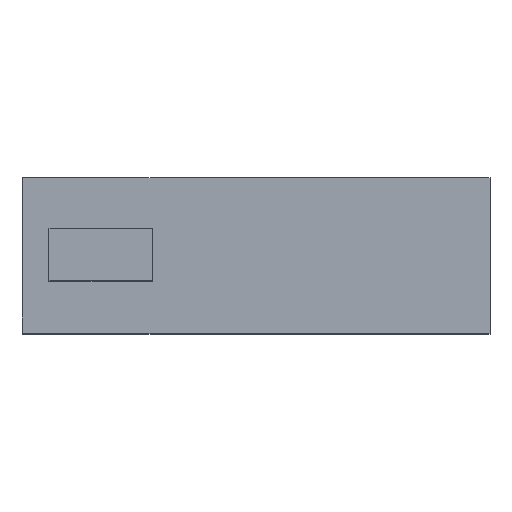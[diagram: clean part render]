
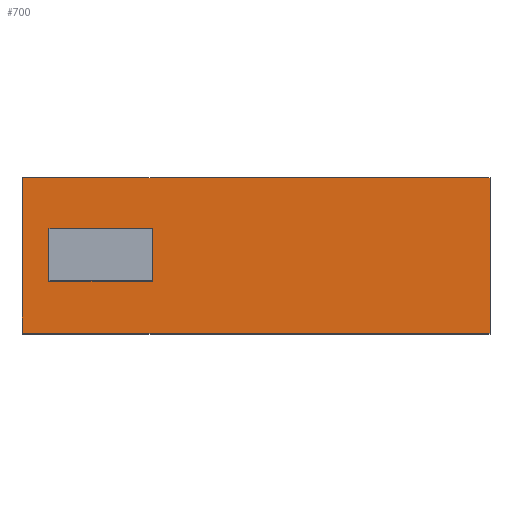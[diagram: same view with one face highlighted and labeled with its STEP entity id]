
A CAD part, top view. The second image highlights one B-rep face of the part: STEP entity #700.
In plain terms, the highlighted planar face has unit normal (0, 0, 1).
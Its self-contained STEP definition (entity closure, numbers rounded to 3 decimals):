
#21=FACE_BOUND('',#79,.T.);
#40=FACE_OUTER_BOUND('',#78,.T.);
#78=EDGE_LOOP('',(#529,#530,#531,#532));
#79=EDGE_LOOP('',(#533,#534,#535,#536));
#101=LINE('',#959,#197);
#105=LINE('',#967,#201);
#108=LINE('',#973,#204);
#111=LINE('',#978,#207);
#113=LINE('',#984,#209);
#125=LINE('',#1008,#221);
#147=LINE('',#1051,#243);
#148=LINE('',#1053,#244);
#197=VECTOR('',#782,10.);
#201=VECTOR('',#788,10.);
#204=VECTOR('',#793,10.);
#207=VECTOR('',#798,10.);
#209=VECTOR('',#804,10.);
#221=VECTOR('',#818,10.);
#243=VECTOR('',#860,10.);
#244=VECTOR('',#863,10.);
#293=VERTEX_POINT('',#957);
#294=VERTEX_POINT('',#958);
#297=VERTEX_POINT('',#966);
#299=VERTEX_POINT('',#972);
#301=VERTEX_POINT('',#982);
#302=VERTEX_POINT('',#983);
#313=VERTEX_POINT('',#1007);
#324=VERTEX_POINT('',#1049);
#357=EDGE_CURVE('',#293,#294,#101,.T.);
#361=EDGE_CURVE('',#297,#293,#105,.T.);
#364=EDGE_CURVE('',#299,#297,#108,.T.);
#367=EDGE_CURVE('',#294,#299,#111,.T.);
#369=EDGE_CURVE('',#301,#302,#113,.T.);
#381=EDGE_CURVE('',#313,#302,#125,.T.);
#403=EDGE_CURVE('',#301,#324,#147,.T.);
#404=EDGE_CURVE('',#313,#324,#148,.T.);
#529=ORIENTED_EDGE('',*,*,#403,.T.);
#530=ORIENTED_EDGE('',*,*,#404,.F.);
#531=ORIENTED_EDGE('',*,*,#381,.T.);
#532=ORIENTED_EDGE('',*,*,#369,.F.);
#533=ORIENTED_EDGE('',*,*,#357,.T.);
#534=ORIENTED_EDGE('',*,*,#367,.T.);
#535=ORIENTED_EDGE('',*,*,#364,.T.);
#536=ORIENTED_EDGE('',*,*,#361,.T.);
#662=PLANE('',#754);
#700=ADVANCED_FACE('',(#40,#21),#662,.T.);
#754=AXIS2_PLACEMENT_3D('',#1052,#861,#862);
#782=DIRECTION('',(-1.,0.,0.));
#788=DIRECTION('',(0.,-1.,0.));
#793=DIRECTION('',(1.,0.,0.));
#798=DIRECTION('',(0.,1.,0.));
#804=DIRECTION('',(-1.,0.,0.));
#818=DIRECTION('',(0.,-1.,0.));
#860=DIRECTION('',(0.,1.,0.));
#861=DIRECTION('center_axis',(0.,0.,1.));
#862=DIRECTION('ref_axis',(1.,0.,0.));
#863=DIRECTION('',(1.,0.,0.));
#957=CARTESIAN_POINT('',(9.125,-1.,30.));
#958=CARTESIAN_POINT('',(5.125,-1.,30.));
#959=CARTESIAN_POINT('',(6.609,-1.,30.));
#966=CARTESIAN_POINT('',(9.125,1.,30.));
#967=CARTESIAN_POINT('',(9.125,0.5,30.));
#972=CARTESIAN_POINT('',(5.125,1.,30.));
#973=CARTESIAN_POINT('',(4.609,1.,30.));
#978=CARTESIAN_POINT('',(5.125,-0.5,30.));
#982=CARTESIAN_POINT('',(22.157,-3.,30.));
#983=CARTESIAN_POINT('',(4.093,-3.,30.));
#984=CARTESIAN_POINT('',(22.157,-3.,30.));
#1007=CARTESIAN_POINT('',(4.093,3.,30.));
#1008=CARTESIAN_POINT('',(4.093,0.,30.));
#1049=CARTESIAN_POINT('',(22.157,3.,30.));
#1051=CARTESIAN_POINT('',(22.157,0.,30.));
#1052=CARTESIAN_POINT('Origin',(4.093,0.,30.));
#1053=CARTESIAN_POINT('',(22.157,3.,30.));
